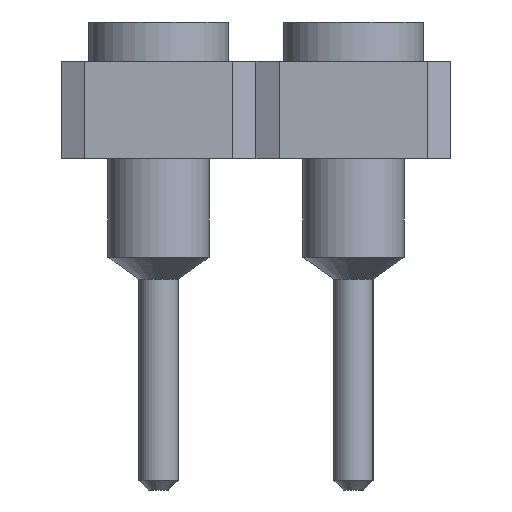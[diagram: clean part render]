
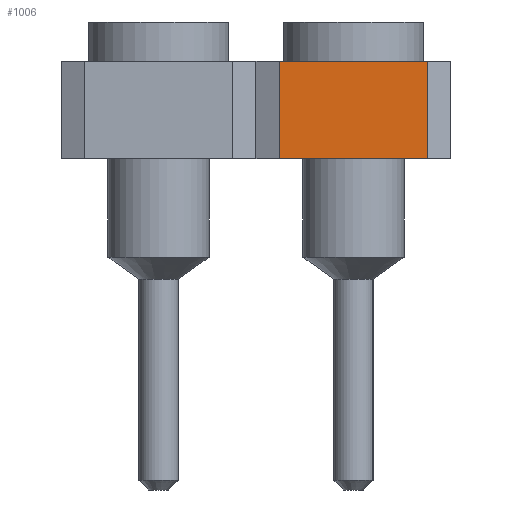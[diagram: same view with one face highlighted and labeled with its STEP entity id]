
A CAD part, left-side view. The second image highlights one B-rep face of the part: STEP entity #1006.
In plain terms, the highlighted planar face has unit normal (-1, 0, 0).
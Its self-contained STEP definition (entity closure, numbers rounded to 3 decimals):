
#1006=ADVANCED_FACE('',(#2324),#2326,.T.);
#2324=FACE_BOUND('',#2325,.T.);
#2325=EDGE_LOOP('',(#3499,#3500,#3501,#3502));
#2326=PLANE('',#2327);
#2327=AXIS2_PLACEMENT_3D('',#2328,#2329,#2330);
#2328=CARTESIAN_POINT('',(-1.385,0.97,1.57));
#2329=DIRECTION('',(-1.,0.,0.));
#2330=DIRECTION('',(0.,-1.,0.));
#3499=ORIENTED_EDGE('',*,*,#3859,.T.);
#3500=ORIENTED_EDGE('',*,*,#4112,.T.);
#3501=ORIENTED_EDGE('',*,*,#3969,.F.);
#3502=ORIENTED_EDGE('',*,*,#4113,.F.);
#3859=EDGE_CURVE('',#4299,#4297,#4300,.T.);
#3969=EDGE_CURVE('',#4515,#4517,#4518,.T.);
#4112=EDGE_CURVE('',#4297,#4517,#4753,.T.);
#4113=EDGE_CURVE('',#4299,#4515,#4754,.T.);
#4297=VERTEX_POINT('',#5073);
#4299=VERTEX_POINT('',#5077);
#4300=LINE('',#5078,#5079);
#4515=VERTEX_POINT('',#5551);
#4517=VERTEX_POINT('',#5555);
#4518=LINE('',#5556,#5557);
#4753=LINE('',#6113,#6114);
#4754=LINE('',#6116,#6117);
#5073=CARTESIAN_POINT('',(-1.385,-0.97,1.57));
#5077=CARTESIAN_POINT('',(-1.385,0.97,1.57));
#5078=CARTESIAN_POINT('',(-1.385,0.97,1.57));
#5079=VECTOR('',#5080,1.);
#5080=DIRECTION('',(0.,-1.,0.));
#5551=CARTESIAN_POINT('',(-1.385,0.97,2.84));
#5555=CARTESIAN_POINT('',(-1.385,-0.97,2.84));
#5556=CARTESIAN_POINT('',(-1.385,0.97,2.84));
#5557=VECTOR('',#5558,1.);
#5558=DIRECTION('',(0.,-1.,0.));
#6113=CARTESIAN_POINT('',(-1.385,-0.97,1.57));
#6114=VECTOR('',#6115,1.);
#6115=DIRECTION('',(0.,0.,1.));
#6116=CARTESIAN_POINT('',(-1.385,0.97,1.57));
#6117=VECTOR('',#6118,1.);
#6118=DIRECTION('',(0.,0.,1.));
